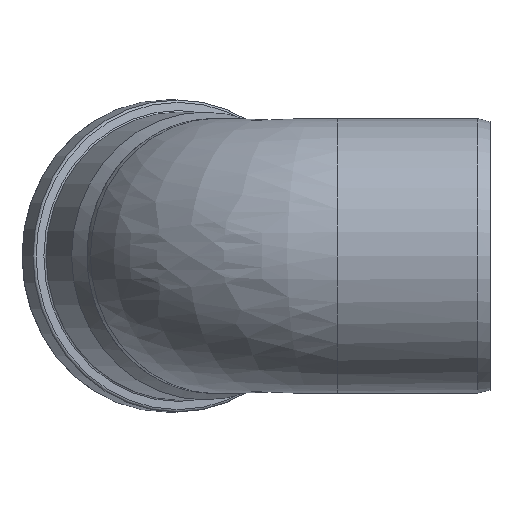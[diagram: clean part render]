
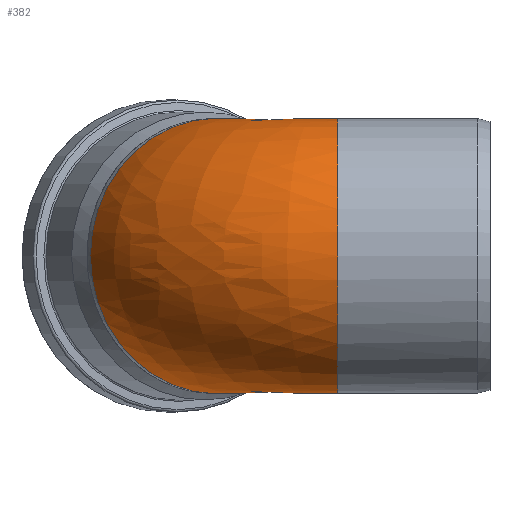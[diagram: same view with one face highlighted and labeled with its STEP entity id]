
A CAD part, left-side view. The second image highlights one B-rep face of the part: STEP entity #382.
In plain terms, the highlighted free-form (B-spline) face has degree [2, 2] with [9, 3] control points.
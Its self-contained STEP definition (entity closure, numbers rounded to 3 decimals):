
#81=CIRCLE('',#421,80.15);
#82=CIRCLE('',#422,80.15);
#116=(
BOUNDED_SURFACE()
B_SPLINE_SURFACE(2,2,((#689,#690,#691),(#692,#693,#694),(#695,#696,#697),
(#698,#699,#700),(#701,#702,#703),(#704,#705,#706),(#707,#708,#709),(#710,
#711,#712),(#713,#714,#715)),.UNSPECIFIED.,.F.,.F.,.F.)
B_SPLINE_SURFACE_WITH_KNOTS((3,2,2,2,3),(3,3),(-2.773,-1.387,
0.,1.387,2.773),(0.,1.178),
 .UNSPECIFIED.)
GEOMETRIC_REPRESENTATION_ITEM()
RATIONAL_B_SPLINE_SURFACE(((1.,0.831,1.),(0.769,
0.64,0.769),(1.,0.831,1.),(0.769,
0.64,0.769),(1.,0.831,1.),(0.769,
0.64,0.769),(1.,0.831,1.),(0.769,
0.64,0.769),(1.,0.831,1.)))
REPRESENTATION_ITEM('')
SURFACE()
);
#119=FACE_OUTER_BOUND('',#155,.T.);
#155=EDGE_LOOP('',(#306,#307,#308,#309));
#225=B_SPLINE_CURVE_WITH_KNOTS('',3,(#659,#660,#661,#662,#663,#664,#665,
#666,#667,#668,#669,#670,#671),.UNSPECIFIED.,.F.,.F.,(4,3,3,3,4),(-0.001,
0.051,0.082,0.108,0.164),
 .UNSPECIFIED.);
#226=B_SPLINE_CURVE_WITH_KNOTS('',3,(#675,#676,#677,#678,#679,#680,#681,
#682,#683,#684,#685,#686,#687),.UNSPECIFIED.,.F.,.F.,(4,3,3,3,4),(-0.001,
0.055,0.082,0.112,0.164),
 .UNSPECIFIED.);
#227=VERTEX_POINT('',#657);
#228=VERTEX_POINT('',#658);
#229=VERTEX_POINT('',#672);
#230=VERTEX_POINT('',#674);
#263=EDGE_CURVE('',#227,#228,#225,.T.);
#265=EDGE_CURVE('',#230,#229,#226,.T.);
#267=EDGE_CURVE('',#229,#227,#81,.T.);
#268=EDGE_CURVE('',#230,#228,#82,.T.);
#306=ORIENTED_EDGE('',*,*,#265,.T.);
#307=ORIENTED_EDGE('',*,*,#267,.T.);
#308=ORIENTED_EDGE('',*,*,#263,.T.);
#309=ORIENTED_EDGE('',*,*,#268,.F.);
#382=ADVANCED_FACE('',(#119),#116,.F.);
#421=AXIS2_PLACEMENT_3D('',#716,#495,#496);
#422=AXIS2_PLACEMENT_3D('',#717,#497,#498);
#495=DIRECTION('center_axis',(0.,1.,0.));
#496=DIRECTION('ref_axis',(1.,0.,0.));
#497=DIRECTION('center_axis',(0.924,0.383,0.));
#498=DIRECTION('ref_axis',(0.383,-0.924,0.));
#657=CARTESIAN_POINT('',(74.751,88.717,28.919));
#658=CARTESIAN_POINT('',(75.615,90.009,28.919));
#659=CARTESIAN_POINT('Ctrl Pts',(74.751,88.717,28.919));
#660=CARTESIAN_POINT('Ctrl Pts',(74.758,88.888,28.9));
#661=CARTESIAN_POINT('Ctrl Pts',(74.795,89.057,28.887));
#662=CARTESIAN_POINT('Ctrl Pts',(74.86,89.216,28.879));
#663=CARTESIAN_POINT('Ctrl Pts',(74.898,89.31,28.875));
#664=CARTESIAN_POINT('Ctrl Pts',(74.946,89.4,28.873));
#665=CARTESIAN_POINT('Ctrl Pts',(75.002,89.484,28.873));
#666=CARTESIAN_POINT('Ctrl Pts',(75.051,89.558,28.873));
#667=CARTESIAN_POINT('Ctrl Pts',(75.107,89.627,28.874));
#668=CARTESIAN_POINT('Ctrl Pts',(75.169,89.691,28.878));
#669=CARTESIAN_POINT('Ctrl Pts',(75.297,89.824,28.885));
#670=CARTESIAN_POINT('Ctrl Pts',(75.448,89.932,28.899));
#671=CARTESIAN_POINT('Ctrl Pts',(75.615,90.009,28.919));
#672=CARTESIAN_POINT('',(74.751,88.717,-28.919));
#674=CARTESIAN_POINT('',(75.615,90.009,-28.919));
#675=CARTESIAN_POINT('Ctrl Pts',(75.615,90.009,-28.919));
#676=CARTESIAN_POINT('Ctrl Pts',(75.448,89.932,-28.899));
#677=CARTESIAN_POINT('Ctrl Pts',(75.297,89.824,-28.885));
#678=CARTESIAN_POINT('Ctrl Pts',(75.169,89.691,-28.878));
#679=CARTESIAN_POINT('Ctrl Pts',(75.107,89.627,-28.874));
#680=CARTESIAN_POINT('Ctrl Pts',(75.051,89.558,-28.873));
#681=CARTESIAN_POINT('Ctrl Pts',(75.002,89.484,-28.873));
#682=CARTESIAN_POINT('Ctrl Pts',(74.946,89.4,-28.873));
#683=CARTESIAN_POINT('Ctrl Pts',(74.898,89.31,-28.875));
#684=CARTESIAN_POINT('Ctrl Pts',(74.86,89.216,-28.879));
#685=CARTESIAN_POINT('Ctrl Pts',(74.795,89.057,-28.887));
#686=CARTESIAN_POINT('Ctrl Pts',(74.758,88.888,-28.9));
#687=CARTESIAN_POINT('Ctrl Pts',(74.751,88.717,-28.919));
#689=CARTESIAN_POINT('Ctrl Pts',(74.77,88.717,28.87));
#690=CARTESIAN_POINT('Ctrl Pts',(74.77,89.639,28.87));
#691=CARTESIAN_POINT('Ctrl Pts',(75.622,89.992,28.87));
#692=CARTESIAN_POINT('Ctrl Pts',(50.783,88.717,90.994));
#693=CARTESIAN_POINT('Ctrl Pts',(50.783,105.667,90.994));
#694=CARTESIAN_POINT('Ctrl Pts',(66.442,112.153,90.994));
#695=CARTESIAN_POINT('Ctrl Pts',(-14.684,88.717,78.793));
#696=CARTESIAN_POINT('Ctrl Pts',(-14.684,149.41,78.793));
#697=CARTESIAN_POINT('Ctrl Pts',(41.389,172.636,78.793));
#698=CARTESIAN_POINT('Ctrl Pts',(-80.15,88.717,66.593));
#699=CARTESIAN_POINT('Ctrl Pts',(-80.15,193.153,66.593));
#700=CARTESIAN_POINT('Ctrl Pts',(16.337,233.119,66.593));
#701=CARTESIAN_POINT('Ctrl Pts',(-80.15,88.717,0.));
#702=CARTESIAN_POINT('Ctrl Pts',(-80.15,193.153,0.));
#703=CARTESIAN_POINT('Ctrl Pts',(16.337,233.119,0.));
#704=CARTESIAN_POINT('Ctrl Pts',(-80.15,88.717,-66.593));
#705=CARTESIAN_POINT('Ctrl Pts',(-80.15,193.153,-66.593));
#706=CARTESIAN_POINT('Ctrl Pts',(16.337,233.119,-66.593));
#707=CARTESIAN_POINT('Ctrl Pts',(-14.684,88.717,-78.793));
#708=CARTESIAN_POINT('Ctrl Pts',(-14.684,149.41,-78.793));
#709=CARTESIAN_POINT('Ctrl Pts',(41.389,172.636,-78.793));
#710=CARTESIAN_POINT('Ctrl Pts',(50.783,88.717,-90.994));
#711=CARTESIAN_POINT('Ctrl Pts',(50.783,105.667,-90.994));
#712=CARTESIAN_POINT('Ctrl Pts',(66.442,112.153,-90.994));
#713=CARTESIAN_POINT('Ctrl Pts',(74.77,88.717,-28.87));
#714=CARTESIAN_POINT('Ctrl Pts',(74.77,89.639,-28.87));
#715=CARTESIAN_POINT('Ctrl Pts',(75.622,89.992,-28.87));
#716=CARTESIAN_POINT('Origin',(0.,88.717,0.));
#717=CARTESIAN_POINT('Origin',(47.009,159.07,0.));
